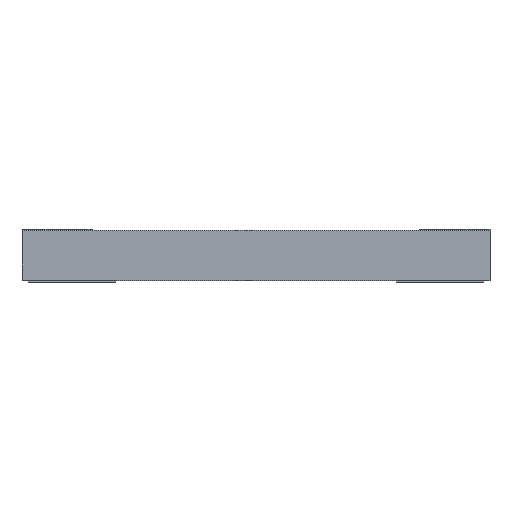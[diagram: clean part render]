
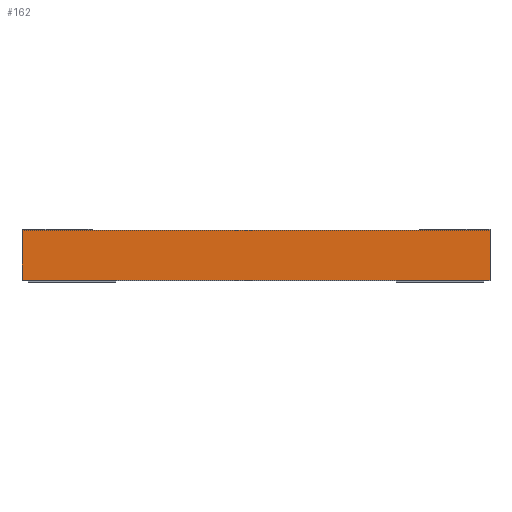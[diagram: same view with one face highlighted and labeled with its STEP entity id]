
A CAD part, top view. The second image highlights one B-rep face of the part: STEP entity #162.
In plain terms, the highlighted planar face has unit normal (0, 0, 1).
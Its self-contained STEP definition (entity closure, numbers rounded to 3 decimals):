
#38 = ORIENTED_EDGE ( 'NONE', *, *, #242, .F. ) ;
#57 = EDGE_CURVE ( 'NONE', #628, #541, #621, .T. ) ;
#159 = VECTOR ( 'NONE', #304, 1000. ) ;
#162 = ADVANCED_FACE ( 'NONE', ( #629 ), #563, .T. ) ;
#176 = EDGE_CURVE ( 'NONE', #628, #358, #842, .T. ) ;
#178 = DIRECTION ( 'NONE',  ( 1., 0., 0. ) ) ;
#183 = EDGE_CURVE ( 'NONE', #541, #772, #388, .T. ) ;
#233 = DIRECTION ( 'NONE',  ( 0., 0., 1. ) ) ;
#236 = DIRECTION ( 'NONE',  ( 0., 1., 0. ) ) ;
#242 = EDGE_CURVE ( 'NONE', #358, #772, #714, .T. ) ;
#287 = VECTOR ( 'NONE', #236, 1000. ) ;
#295 = CARTESIAN_POINT ( 'NONE',  ( 0., -0.8, 0. ) ) ;
#304 = DIRECTION ( 'NONE',  ( 1., 0., 0. ) ) ;
#318 = DIRECTION ( 'NONE',  ( 0., 1., 0. ) ) ;
#352 = AXIS2_PLACEMENT_3D ( 'NONE', #823, #233, #499 ) ;
#358 = VERTEX_POINT ( 'NONE', #415 ) ;
#373 = CARTESIAN_POINT ( 'NONE',  ( 7.5, -0.8, 0. ) ) ;
#388 = LINE ( 'NONE', #373, #287 ) ;
#415 = CARTESIAN_POINT ( 'NONE',  ( 0., 0., 0. ) ) ;
#440 = CARTESIAN_POINT ( 'NONE',  ( 7.5, -0.8, 0. ) ) ;
#452 = VECTOR ( 'NONE', #318, 1000. ) ;
#499 = DIRECTION ( 'NONE',  ( 1., 0., 0. ) ) ;
#532 = CARTESIAN_POINT ( 'NONE',  ( 7.5, 0., 0. ) ) ;
#541 = VERTEX_POINT ( 'NONE', #440 ) ;
#543 = CARTESIAN_POINT ( 'NONE',  ( 0., -0.8, 0. ) ) ;
#550 = ORIENTED_EDGE ( 'NONE', *, *, #176, .F. ) ;
#563 = PLANE ( 'NONE',  #352 ) ;
#565 = CARTESIAN_POINT ( 'NONE',  ( 0., 0., 0. ) ) ;
#621 = LINE ( 'NONE', #295, #159 ) ;
#623 = ORIENTED_EDGE ( 'NONE', *, *, #183, .T. ) ;
#628 = VERTEX_POINT ( 'NONE', #543 ) ;
#629 = FACE_OUTER_BOUND ( 'NONE', #691, .T. ) ;
#691 = EDGE_LOOP ( 'NONE', ( #38, #550, #703, #623 ) ) ;
#703 = ORIENTED_EDGE ( 'NONE', *, *, #57, .T. ) ;
#714 = LINE ( 'NONE', #565, #794 ) ;
#772 = VERTEX_POINT ( 'NONE', #532 ) ;
#794 = VECTOR ( 'NONE', #178, 1000. ) ;
#823 = CARTESIAN_POINT ( 'NONE',  ( 0., -0.8, 0. ) ) ;
#833 = CARTESIAN_POINT ( 'NONE',  ( 0., -0.8, 0. ) ) ;
#842 = LINE ( 'NONE', #833, #452 ) ;
